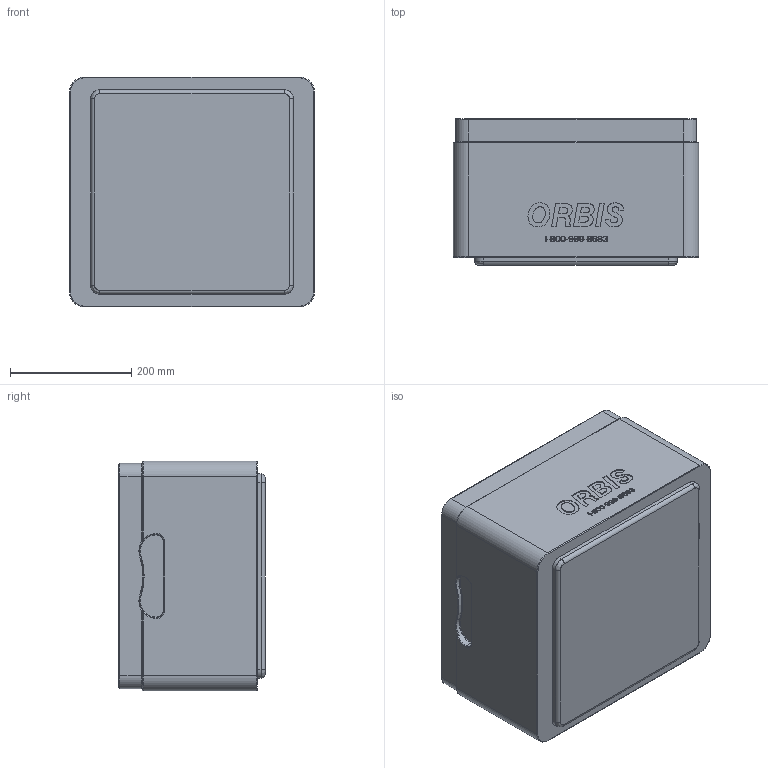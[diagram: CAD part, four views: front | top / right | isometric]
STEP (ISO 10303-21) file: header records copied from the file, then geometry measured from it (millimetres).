
FILE_DESCRIPTION((''),'2;1');
FILE_NAME('85398S_WSM','2025-06-20T12:02:31',('SYSTEM'),(''),'CREO PARAMETRIC BY PTC INC, 2023294','CREO PARAMETRIC BY PTC INC, 2023294','');
FILE_SCHEMA(('CONFIG_CONTROL_DESIGN'));
Length unit declared in the file: inch
Products named in the file (1): 85398S_WSM
Bounding box: 405.13 x 241.3 x 379.73 mm (x, y, z)
Volume: 9106478.7 mm3; surface area: 977284.2 mm2
Topology: 1 solids, 1 shells, 1762 faces, 4848 edges, 3161 vertices
Faces by surface type: plane 1365, extrusion 150, cylinder 104, bspline 99, torus 44
Entity records: 59460 total; most frequent: CARTESIAN_POINT 15728, ORIENTED_EDGE 9696, DIRECTION 7836, EDGE_CURVE 4848, VECTOR 4264, LINE 4114, VERTEX_POINT 3161, EDGE_LOOP 1835
